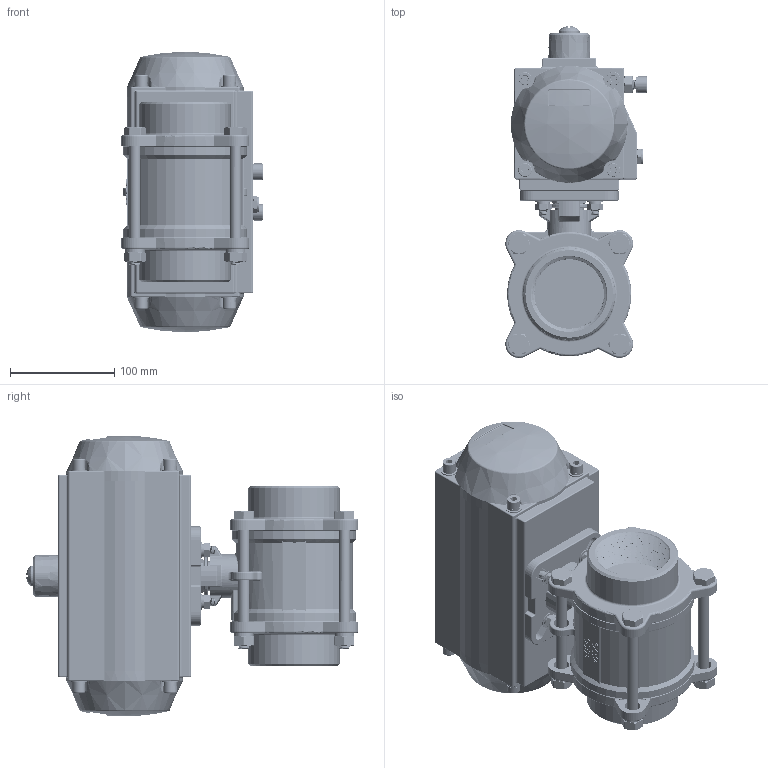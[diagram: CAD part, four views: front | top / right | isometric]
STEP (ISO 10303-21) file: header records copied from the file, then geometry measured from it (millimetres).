
FILE_DESCRIPTION (( 'STEP AP214' ), '1' );
FILE_NAME ('KS2-1-2.STEP', '2019-02-11T18:55:23', ( '' ), ( '' ), 'SwSTEP 2.0', 'SolidWorks 2016', '' );
FILE_SCHEMA (( 'AUTOMOTIVE_DESIGN' ));
Length unit declared in the file: millimetre
Products named in the file (1): KS2-1-2
Bounding box: 135.47 x 318.26 x 269 mm (x, y, z)
Volume: 4689425.3 mm3; surface area: 466518.2 mm2
Topology: 53 solids, 53 shells, 8040 faces, 26153 edges, 14835 vertices
Faces by surface type: cylinder 5004, sphere 1285, plane 688, bspline 466, cone 328, torus 269
Entity records: 532349 total; most frequent: CARTESIAN_POINT 236861, DIRECTION 46513, ORIENTED_EDGE 45186, EDGE_CURVE 22593, AXIS2_PLACEMENT_3D 20037, VERTEX_POINT 12503, CIRCLE 12462, EDGE_LOOP 8254
